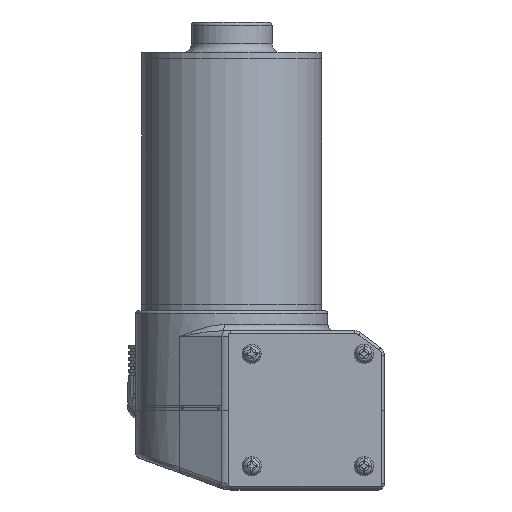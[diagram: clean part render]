
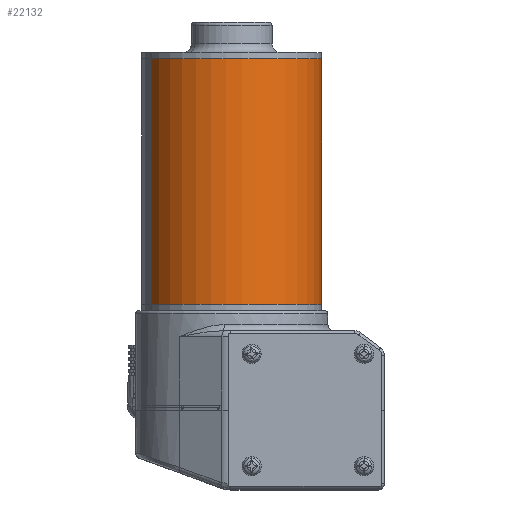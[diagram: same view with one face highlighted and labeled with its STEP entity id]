
A CAD part, top view. The second image highlights one B-rep face of the part: STEP entity #22132.
In plain terms, the highlighted cylindrical face has radius 29.5 mm (diameter 59 mm), a partial arc.
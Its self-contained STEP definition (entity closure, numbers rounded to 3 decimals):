
#235 = LINE ( 'NONE', #10333, #24271 ) ;
#754 = CYLINDRICAL_SURFACE ( 'NONE', #19359, 29.5 ) ;
#956 = ORIENTED_EDGE ( 'NONE', *, *, #19917, .T. ) ;
#1991 = VECTOR ( 'NONE', #20676, 1000. ) ;
#2028 = VERTEX_POINT ( 'NONE', #13427 ) ;
#4477 = ORIENTED_EDGE ( 'NONE', *, *, #8654, .F. ) ;
#7609 = CARTESIAN_POINT ( 'NONE',  ( 0., 0., 80.5 ) ) ;
#7806 = ORIENTED_EDGE ( 'NONE', *, *, #26863, .F. ) ;
#7906 = DIRECTION ( 'NONE',  ( -1., 0., 0. ) ) ;
#8654 = EDGE_CURVE ( 'NONE', #2028, #27725, #235, .T. ) ;
#9896 = DIRECTION ( 'NONE',  ( 1., 0., 0. ) ) ;
#10333 = CARTESIAN_POINT ( 'NONE',  ( -29.5, 0., 80.5 ) ) ;
#11132 = CARTESIAN_POINT ( 'NONE',  ( 29.5, 0., 80.5 ) ) ;
#12175 = CARTESIAN_POINT ( 'NONE',  ( 0., 0., 0. ) ) ;
#12752 = CIRCLE ( 'NONE', #27327, 29.5 ) ;
#13179 = ORIENTED_EDGE ( 'NONE', *, *, #19274, .T. ) ;
#13427 = CARTESIAN_POINT ( 'NONE',  ( -29.5, 0., 80.5 ) ) ;
#14262 = LINE ( 'NONE', #11132, #1991 ) ;
#14488 = DIRECTION ( 'NONE',  ( 1., 0., 0. ) ) ;
#17124 = DIRECTION ( 'NONE',  ( 0., 0., -1. ) ) ;
#19093 = VERTEX_POINT ( 'NONE', #27632 ) ;
#19274 = EDGE_CURVE ( 'NONE', #22316, #27725, #20519, .T. ) ;
#19277 = FACE_OUTER_BOUND ( 'NONE', #27407, .T. ) ;
#19359 = AXIS2_PLACEMENT_3D ( 'NONE', #24157, #17124, #7906 ) ;
#19917 = EDGE_CURVE ( 'NONE', #19093, #22316, #14262, .T. ) ;
#20139 = CARTESIAN_POINT ( 'NONE',  ( 29.5, 0., 0. ) ) ;
#20519 = CIRCLE ( 'NONE', #27827, 29.5 ) ;
#20676 = DIRECTION ( 'NONE',  ( 0., 0., -1. ) ) ;
#22132 = ADVANCED_FACE ( 'NONE', ( #19277 ), #754, .T. ) ;
#22316 = VERTEX_POINT ( 'NONE', #20139 ) ;
#23865 = DIRECTION ( 'NONE',  ( 0., 0., 1. ) ) ;
#24157 = CARTESIAN_POINT ( 'NONE',  ( 0., 0., 80.5 ) ) ;
#24271 = VECTOR ( 'NONE', #24284, 1000. ) ;
#24284 = DIRECTION ( 'NONE',  ( 0., 0., -1. ) ) ;
#26863 = EDGE_CURVE ( 'NONE', #19093, #2028, #12752, .T. ) ;
#27327 = AXIS2_PLACEMENT_3D ( 'NONE', #7609, #23865, #9896 ) ;
#27407 = EDGE_LOOP ( 'NONE', ( #7806, #956, #13179, #4477 ) ) ;
#27632 = CARTESIAN_POINT ( 'NONE',  ( 29.5, 0., 80.5 ) ) ;
#27725 = VERTEX_POINT ( 'NONE', #28992 ) ;
#27827 = AXIS2_PLACEMENT_3D ( 'NONE', #12175, #28432, #14488 ) ;
#28432 = DIRECTION ( 'NONE',  ( 0., 0., 1. ) ) ;
#28992 = CARTESIAN_POINT ( 'NONE',  ( -29.5, 0., 0. ) ) ;
